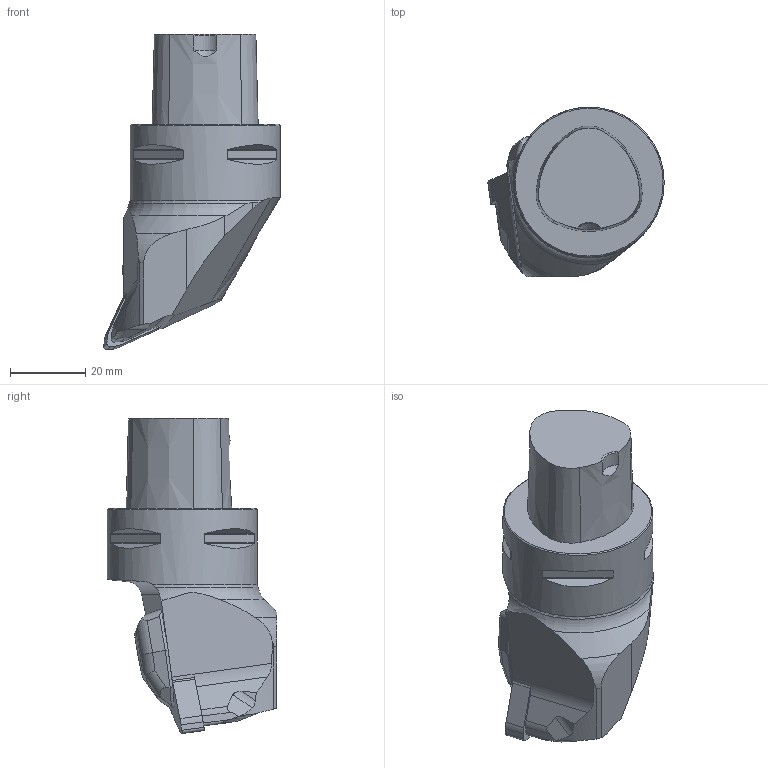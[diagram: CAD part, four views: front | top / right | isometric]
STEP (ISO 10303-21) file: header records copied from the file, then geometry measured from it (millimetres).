
FILE_DESCRIPTION(/* description */ (''),/* implementation_level */ '2;1');
FILE_NAME(/* name */ 'ASSY.STP',/* time_stamp */ '2022-10-25T15:32:35+02:00',/* author */ (''),/* organization */ ('SMS'),/* preprocessor_version */ 'ST-DEVELOPER v16.7',/* originating_system */ 'SIEMENS PLM Software NX 12.0',/* authorisation */ '');
FILE_SCHEMA (('AUTOMOTIVE_DESIGN { 1 0 10303 214 3 1 1 1 }'));
Length unit declared in the file: millimetre
Products named in the file (4): ASSEMBLY_CONSTRUCTION; NOCUT; CUT; ASSY
Assembly tree (3 placements, depth 2):
  ASSY
    CUT
    NOCUT
    ASSEMBLY_CONSTRUCTION
Bounding box: 47 x 45.15 x 84 mm (x, y, z)
Volume: 66907.9 mm3; surface area: 11849.9 mm2
Topology: 2 solids, 2 shells, 125 faces, 338 edges, 228 vertices
Faces by surface type: plane 64, cylinder 46, cone 11, torus 3, extrusion 1
Full cylindrical faces by diameter (mm): 40 x1
Entity records: 4498 total; most frequent: CARTESIAN_POINT 1225, ORIENTED_EDGE 668, DIRECTION 643, EDGE_CURVE 334, AXIS2_PLACEMENT_3D 233, VERTEX_POINT 220, VECTOR 177, LINE 176
